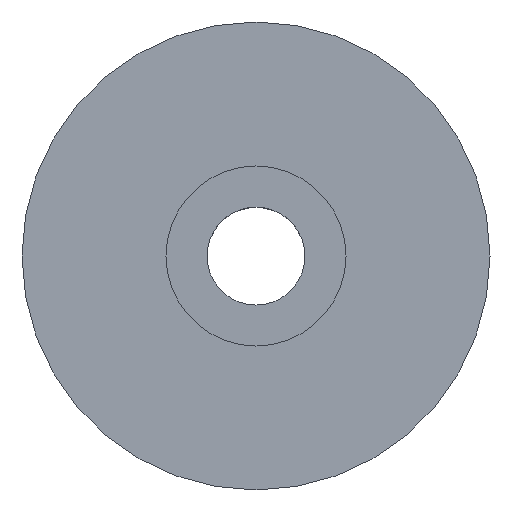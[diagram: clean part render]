
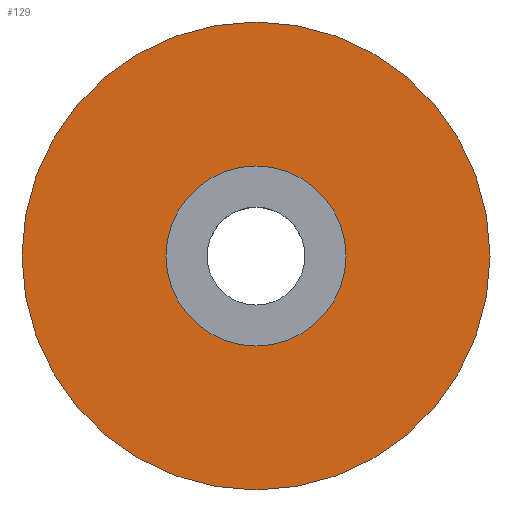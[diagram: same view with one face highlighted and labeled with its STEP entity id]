
A CAD part, top view. The second image highlights one B-rep face of the part: STEP entity #129.
In plain terms, the highlighted planar face has unit normal (0, 0, 1).
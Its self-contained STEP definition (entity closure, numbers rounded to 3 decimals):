
#45=FACE_BOUND('',#64,.T.);
#53=FACE_OUTER_BOUND('',#63,.T.);
#63=EDGE_LOOP('',(#115));
#64=EDGE_LOOP('',(#116));
#72=CIRCLE('',#159,2.988);
#73=CIRCLE('',#161,7.762);
#80=VERTEX_POINT('',#245);
#81=VERTEX_POINT('',#249);
#91=EDGE_CURVE('',#80,#80,#72,.T.);
#92=EDGE_CURVE('',#81,#81,#73,.T.);
#115=ORIENTED_EDGE('',*,*,#92,.F.);
#116=ORIENTED_EDGE('',*,*,#91,.T.);
#121=PLANE('',#163);
#129=ADVANCED_FACE('',(#53,#45),#121,.T.);
#159=AXIS2_PLACEMENT_3D('',#247,#202,#203);
#161=AXIS2_PLACEMENT_3D('',#250,#206,#207);
#163=AXIS2_PLACEMENT_3D('',#254,#211,#212);
#202=DIRECTION('center_axis',(0.,0.,-1.));
#203=DIRECTION('ref_axis',(-1.,0.,0.));
#206=DIRECTION('center_axis',(0.,0.,-1.));
#207=DIRECTION('ref_axis',(-1.,0.,0.));
#211=DIRECTION('center_axis',(0.,0.,1.));
#212=DIRECTION('ref_axis',(1.,0.,0.));
#245=CARTESIAN_POINT('',(158.015,100.817,-2.));
#247=CARTESIAN_POINT('Origin',(155.027,100.817,-2.));
#249=CARTESIAN_POINT('',(162.79,100.817,-2.));
#250=CARTESIAN_POINT('Origin',(155.027,100.817,-2.));
#254=CARTESIAN_POINT('Origin',(155.027,100.817,-2.));
